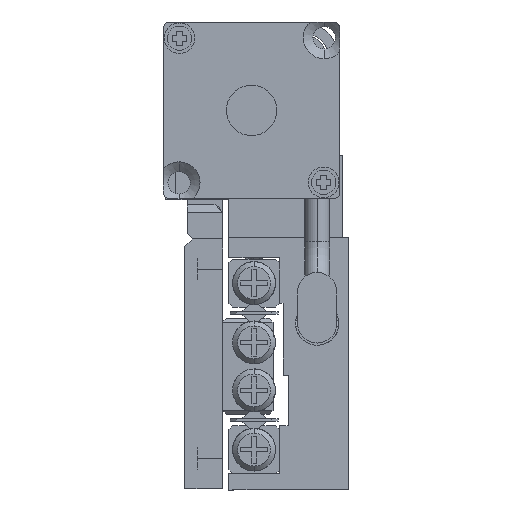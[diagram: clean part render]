
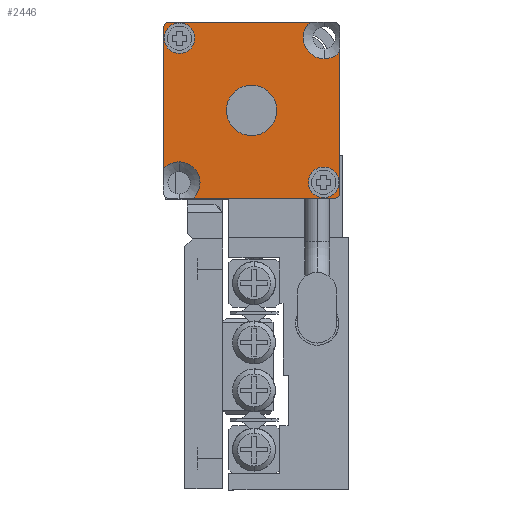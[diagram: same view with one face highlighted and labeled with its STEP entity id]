
A CAD part, left-side view. The second image highlights one B-rep face of the part: STEP entity #2446.
In plain terms, the highlighted face is planar.
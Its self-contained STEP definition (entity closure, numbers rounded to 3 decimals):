
#46 = VERTEX_POINT ( 'NONE', #12007 ) ;
#699 = LINE ( 'NONE', #7550, #42031 ) ;
#870 = ORIENTED_EDGE ( 'NONE', *, *, #43121, .F. ) ;
#880 = CARTESIAN_POINT ( 'NONE',  ( 13.5, 0., 30. ) ) ;
#886 = CIRCLE ( 'NONE', #27844, 1.213 ) ;
#1323 = DIRECTION ( 'NONE',  ( 0., 0., 1. ) ) ;
#1548 = DIRECTION ( 'NONE',  ( 0., 0., 1. ) ) ;
#2128 = DIRECTION ( 'NONE',  ( 1., 0., 0. ) ) ;
#2446 = ADVANCED_FACE ( 'NONE', ( #39456, #39225, #26218, #15507 ), #11856, .T. ) ;
#2455 = AXIS2_PLACEMENT_3D ( 'NONE', #15714, #1323, #11842 ) ;
#2607 = AXIS2_PLACEMENT_3D ( 'NONE', #32762, #15425, #4902 ) ;
#2625 = CIRCLE ( 'NONE', #44920, 0.5 ) ;
#2868 = ORIENTED_EDGE ( 'NONE', *, *, #31715, .F. ) ;
#3114 = ORIENTED_EDGE ( 'NONE', *, *, #5808, .F. ) ;
#3472 = AXIS2_PLACEMENT_3D ( 'NONE', #7198, #21117, #6524 ) ;
#3707 = VERTEX_POINT ( 'NONE', #10817 ) ;
#3742 = EDGE_LOOP ( 'NONE', ( #22767, #2868 ) ) ;
#4290 = CIRCLE ( 'NONE', #19601, 1.664 ) ;
#4418 = CARTESIAN_POINT ( 'NONE',  ( 14., 0., 30. ) ) ;
#4631 = LINE ( 'NONE', #4418, #41526 ) ;
#4813 = EDGE_CURVE ( 'NONE', #6964, #35528, #33935, .T. ) ;
#4902 = DIRECTION ( 'NONE',  ( 1., 0., 0. ) ) ;
#5417 = ORIENTED_EDGE ( 'NONE', *, *, #8423, .T. ) ;
#5808 = EDGE_CURVE ( 'NONE', #3707, #46, #34061, .T. ) ;
#6197 = CARTESIAN_POINT ( 'NONE',  ( 1.286, -12.714, 30. ) ) ;
#6524 = DIRECTION ( 'NONE',  ( 1., 0., 0. ) ) ;
#6687 = VECTOR ( 'NONE', #21121, 1000. ) ;
#6964 = VERTEX_POINT ( 'NONE', #21418 ) ;
#7198 = CARTESIAN_POINT ( 'NONE',  ( 1.25, -1.25, 30. ) ) ;
#7202 = LINE ( 'NONE', #35267, #6687 ) ;
#7413 = CIRCLE ( 'NONE', #43859, 1.213 ) ;
#7550 = CARTESIAN_POINT ( 'NONE',  ( 0., 0., 30. ) ) ;
#7780 = DIRECTION ( 'NONE',  ( 0., -1., 0. ) ) ;
#7969 = DIRECTION ( 'NONE',  ( 0., 0., 1. ) ) ;
#8423 = EDGE_CURVE ( 'NONE', #35528, #6964, #886, .T. ) ;
#9240 = CARTESIAN_POINT ( 'NONE',  ( 11.652, -14., 30. ) ) ;
#10299 = DIRECTION ( 'NONE',  ( 0., 0., 1. ) ) ;
#10471 = LINE ( 'NONE', #21391, #40987 ) ;
#10817 = CARTESIAN_POINT ( 'NONE',  ( 14., -11.652, 30. ) ) ;
#11842 = DIRECTION ( 'NONE',  ( 1., 0., 0. ) ) ;
#11856 = PLANE ( 'NONE',  #35053 ) ;
#12007 = CARTESIAN_POINT ( 'NONE',  ( 11.086, -12.75, 30. ) ) ;
#13995 = EDGE_LOOP ( 'NONE', ( #20630, #870 ) ) ;
#15122 = AXIS2_PLACEMENT_3D ( 'NONE', #38538, #1548, #35807 ) ;
#15167 = ORIENTED_EDGE ( 'NONE', *, *, #26781, .T. ) ;
#15425 = DIRECTION ( 'NONE',  ( 0., 0., 1. ) ) ;
#15507 = FACE_BOUND ( 'NONE', #41671, .T. ) ;
#15714 = CARTESIAN_POINT ( 'NONE',  ( 0.5, -13.5, 30. ) ) ;
#15834 = VERTEX_POINT ( 'NONE', #42381 ) ;
#15900 = CIRCLE ( 'NONE', #3472, 1.664 ) ;
#17530 = DIRECTION ( 'NONE',  ( 1., 0., 0. ) ) ;
#17788 = EDGE_CURVE ( 'NONE', #30265, #15834, #42329, .T. ) ;
#18681 = DIRECTION ( 'NONE',  ( 1., 0., 0. ) ) ;
#19020 = CARTESIAN_POINT ( 'NONE',  ( 7., -7., 30. ) ) ;
#19330 = DIRECTION ( 'NONE',  ( 0., 0., -1. ) ) ;
#19601 = AXIS2_PLACEMENT_3D ( 'NONE', #34051, #40895, #27887 ) ;
#20630 = ORIENTED_EDGE ( 'NONE', *, *, #17788, .F. ) ;
#20740 = DIRECTION ( 'NONE',  ( 1., 0., 0. ) ) ;
#20782 = DIRECTION ( 'NONE',  ( 0., 0., 1. ) ) ;
#20978 = EDGE_CURVE ( 'NONE', #21560, #36571, #7413, .T. ) ;
#21117 = DIRECTION ( 'NONE',  ( 0., 0., 1. ) ) ;
#21121 = DIRECTION ( 'NONE',  ( -1., 0., 0. ) ) ;
#21286 = EDGE_CURVE ( 'NONE', #21625, #22379, #22154, .T. ) ;
#21391 = CARTESIAN_POINT ( 'NONE',  ( 0., -14., 30. ) ) ;
#21418 = CARTESIAN_POINT ( 'NONE',  ( 2.499, -12.714, 30. ) ) ;
#21560 = VERTEX_POINT ( 'NONE', #25025 ) ;
#21625 = VERTEX_POINT ( 'NONE', #38256 ) ;
#22154 = CIRCLE ( 'NONE', #2455, 0.5 ) ;
#22379 = VERTEX_POINT ( 'NONE', #38371 ) ;
#22767 = ORIENTED_EDGE ( 'NONE', *, *, #20978, .F. ) ;
#23338 = VERTEX_POINT ( 'NONE', #27632 ) ;
#23360 = VERTEX_POINT ( 'NONE', #31270 ) ;
#23532 = CARTESIAN_POINT ( 'NONE',  ( 12.75, -12.75, 30. ) ) ;
#24351 = VERTEX_POINT ( 'NONE', #9240 ) ;
#25025 = CARTESIAN_POINT ( 'NONE',  ( 13.927, -1.286, 30. ) ) ;
#25967 = ORIENTED_EDGE ( 'NONE', *, *, #35539, .F. ) ;
#25991 = ORIENTED_EDGE ( 'NONE', *, *, #29128, .F. ) ;
#26218 = FACE_BOUND ( 'NONE', #13995, .T. ) ;
#26228 = AXIS2_PLACEMENT_3D ( 'NONE', #19020, #28641, #28868 ) ;
#26631 = AXIS2_PLACEMENT_3D ( 'NONE', #36911, #19330, #33264 ) ;
#26771 = CARTESIAN_POINT ( 'NONE',  ( 7., -7., 30. ) ) ;
#26781 = EDGE_CURVE ( 'NONE', #23338, #41841, #2625, .T. ) ;
#27211 = AXIS2_PLACEMENT_3D ( 'NONE', #23532, #20782, #34695 ) ;
#27632 = CARTESIAN_POINT ( 'NONE',  ( 14., -0.5, 30. ) ) ;
#27798 = CARTESIAN_POINT ( 'NONE',  ( 2.914, -1.25, 30. ) ) ;
#27844 = AXIS2_PLACEMENT_3D ( 'NONE', #6197, #30401, #44080 ) ;
#27858 = DIRECTION ( 'NONE',  ( 1., 0., 0. ) ) ;
#27887 = DIRECTION ( 'NONE',  ( 1., 0., 0. ) ) ;
#28318 = CARTESIAN_POINT ( 'NONE',  ( 13.5, -0.5, 30. ) ) ;
#28356 = VERTEX_POINT ( 'NONE', #44923 ) ;
#28371 = EDGE_CURVE ( 'NONE', #22379, #24351, #10471, .T. ) ;
#28552 = EDGE_LOOP ( 'NONE', ( #32909, #38162, #36421, #32123, #25991, #3114, #30175, #15167, #35326, #25967 ) ) ;
#28641 = DIRECTION ( 'NONE',  ( 0., 0., 1. ) ) ;
#28868 = DIRECTION ( 'NONE',  ( 1., 0., 0. ) ) ;
#29128 = EDGE_CURVE ( 'NONE', #46, #24351, #32297, .T. ) ;
#30175 = ORIENTED_EDGE ( 'NONE', *, *, #43087, .T. ) ;
#30265 = VERTEX_POINT ( 'NONE', #33654 ) ;
#30401 = DIRECTION ( 'NONE',  ( 0., 0., -1. ) ) ;
#30408 = CARTESIAN_POINT ( 'NONE',  ( 0.073, -12.714, 30. ) ) ;
#31270 = CARTESIAN_POINT ( 'NONE',  ( 0., -2.348, 30. ) ) ;
#31664 = CIRCLE ( 'NONE', #2607, 1.213 ) ;
#31715 = EDGE_CURVE ( 'NONE', #36571, #21560, #31664, .T. ) ;
#32123 = ORIENTED_EDGE ( 'NONE', *, *, #28371, .T. ) ;
#32297 = CIRCLE ( 'NONE', #27211, 1.664 ) ;
#32378 = CARTESIAN_POINT ( 'NONE',  ( 0., 0., 30. ) ) ;
#32498 = DIRECTION ( 'NONE',  ( 0., 1., 0. ) ) ;
#32762 = CARTESIAN_POINT ( 'NONE',  ( 12.714, -1.286, 30. ) ) ;
#32909 = ORIENTED_EDGE ( 'NONE', *, *, #34379, .F. ) ;
#33264 = DIRECTION ( 'NONE',  ( 1., 0., 0. ) ) ;
#33654 = CARTESIAN_POINT ( 'NONE',  ( 5., -7., 30. ) ) ;
#33781 = EDGE_CURVE ( 'NONE', #23360, #21625, #699, .T. ) ;
#33935 = CIRCLE ( 'NONE', #26631, 1.213 ) ;
#34051 = CARTESIAN_POINT ( 'NONE',  ( 1.25, -1.25, 30. ) ) ;
#34061 = CIRCLE ( 'NONE', #15122, 1.664 ) ;
#34379 = EDGE_CURVE ( 'NONE', #23360, #37514, #15900, .T. ) ;
#34695 = DIRECTION ( 'NONE',  ( 1., 0., 0. ) ) ;
#35053 = AXIS2_PLACEMENT_3D ( 'NONE', #32378, #7969, #18681 ) ;
#35267 = CARTESIAN_POINT ( 'NONE',  ( 0., 0., 30. ) ) ;
#35326 = ORIENTED_EDGE ( 'NONE', *, *, #38364, .T. ) ;
#35528 = VERTEX_POINT ( 'NONE', #30408 ) ;
#35539 = EDGE_CURVE ( 'NONE', #37514, #28356, #4290, .T. ) ;
#35709 = CIRCLE ( 'NONE', #26228, 2. ) ;
#35754 = AXIS2_PLACEMENT_3D ( 'NONE', #26771, #40918, #2128 ) ;
#35807 = DIRECTION ( 'NONE',  ( 1., 0., 0. ) ) ;
#36376 = CARTESIAN_POINT ( 'NONE',  ( 11.501, -1.286, 30. ) ) ;
#36421 = ORIENTED_EDGE ( 'NONE', *, *, #21286, .T. ) ;
#36571 = VERTEX_POINT ( 'NONE', #36376 ) ;
#36911 = CARTESIAN_POINT ( 'NONE',  ( 1.286, -12.714, 30. ) ) ;
#37514 = VERTEX_POINT ( 'NONE', #27798 ) ;
#38078 = CARTESIAN_POINT ( 'NONE',  ( 12.714, -1.286, 30. ) ) ;
#38162 = ORIENTED_EDGE ( 'NONE', *, *, #33781, .T. ) ;
#38256 = CARTESIAN_POINT ( 'NONE',  ( 0., -13.5, 30. ) ) ;
#38364 = EDGE_CURVE ( 'NONE', #41841, #28356, #7202, .T. ) ;
#38371 = CARTESIAN_POINT ( 'NONE',  ( 0.5, -14., 30. ) ) ;
#38538 = CARTESIAN_POINT ( 'NONE',  ( 12.75, -12.75, 30. ) ) ;
#39225 = FACE_OUTER_BOUND ( 'NONE', #28552, .T. ) ;
#39456 = FACE_BOUND ( 'NONE', #3742, .T. ) ;
#40895 = DIRECTION ( 'NONE',  ( 0., 0., 1. ) ) ;
#40918 = DIRECTION ( 'NONE',  ( 0., 0., 1. ) ) ;
#40987 = VECTOR ( 'NONE', #17530, 1000. ) ;
#41266 = ORIENTED_EDGE ( 'NONE', *, *, #4813, .T. ) ;
#41526 = VECTOR ( 'NONE', #32498, 1000. ) ;
#41671 = EDGE_LOOP ( 'NONE', ( #41266, #5417 ) ) ;
#41841 = VERTEX_POINT ( 'NONE', #880 ) ;
#42031 = VECTOR ( 'NONE', #7780, 1000. ) ;
#42329 = CIRCLE ( 'NONE', #35754, 2. ) ;
#42381 = CARTESIAN_POINT ( 'NONE',  ( 9., -7., 30. ) ) ;
#43087 = EDGE_CURVE ( 'NONE', #3707, #23338, #4631, .T. ) ;
#43121 = EDGE_CURVE ( 'NONE', #15834, #30265, #35709, .T. ) ;
#43859 = AXIS2_PLACEMENT_3D ( 'NONE', #38078, #44704, #20740 ) ;
#44080 = DIRECTION ( 'NONE',  ( 1., 0., 0. ) ) ;
#44704 = DIRECTION ( 'NONE',  ( 0., 0., 1. ) ) ;
#44920 = AXIS2_PLACEMENT_3D ( 'NONE', #28318, #10299, #27858 ) ;
#44923 = CARTESIAN_POINT ( 'NONE',  ( 2.348, 0., 30. ) ) ;
